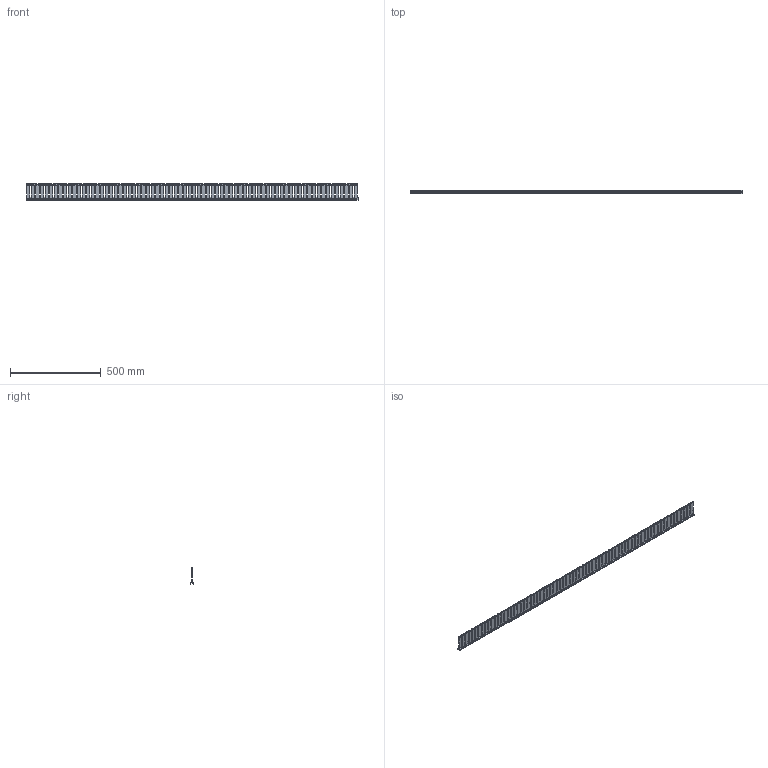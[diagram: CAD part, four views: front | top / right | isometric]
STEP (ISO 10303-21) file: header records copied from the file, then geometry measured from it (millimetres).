
FILE_DESCRIPTION (( 'STEP AP203' ), '1' );
FILE_NAME ('SD4H6_3DWEB.STEP', '2015-01-20T16:33:52', ( 'IT' ), ( 'Panduit Corp.' ), 'SwSTEP 2.0', 'SolidWorks 2014', '' );
FILE_SCHEMA (( 'CONFIG_CONTROL_DESIGN' ));
Products named in the file (1): SD4H6_3DWEB
Bounding box: 1828.8 x 19.1 x 89.74 mm (x, y, z)
Volume: 401202 mm3; surface area: 369659.8 mm2
Topology: 1 solids, 1 shells, 2551 faces, 7647 edges, 5098 vertices
Faces by surface type: plane 1388, cylinder 1163
Entity records: 87122 total; most frequent: CARTESIAN_POINT 21633, ORIENTED_EDGE 15294, DIRECTION 12197, EDGE_CURVE 7647, VERTEX_POINT 5098, LINE 4745, VECTOR 4745, AXIS2_PLACEMENT_3D 3726
